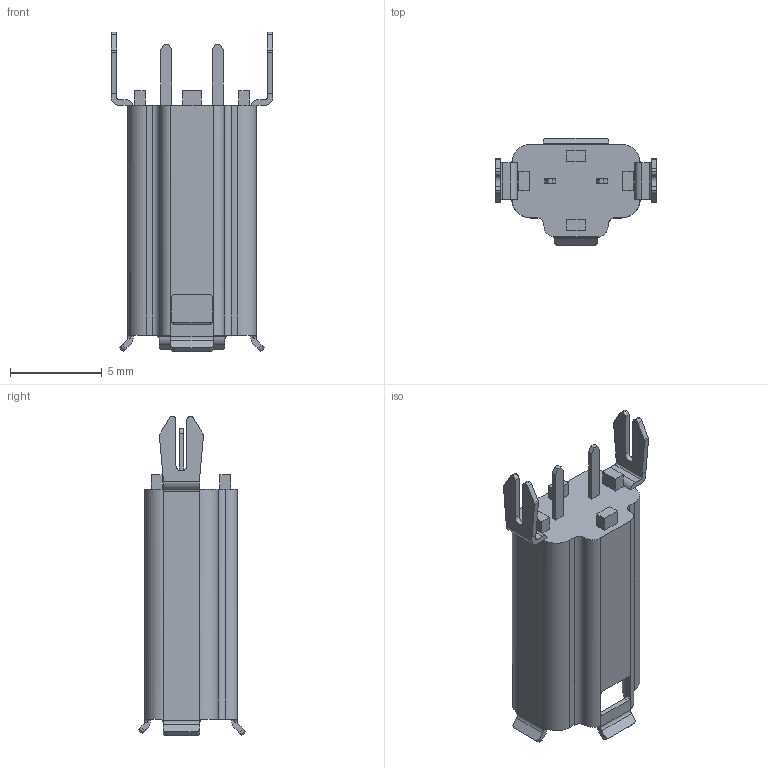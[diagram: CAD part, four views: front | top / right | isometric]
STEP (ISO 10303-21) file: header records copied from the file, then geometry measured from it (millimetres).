
FILE_DESCRIPTION (( 'STEP AP214' ), '1' );
FILE_NAME ('MSPE-J2L0-E00.STEP', '2024-03-19T09:25:20', ( '' ), ( '' ), 'SwSTEP 2.0', 'SolidWorks 2021', '' );
FILE_SCHEMA (( 'AUTOMOTIVE_DESIGN' ));
Length unit declared in the file: millimetre
Products named in the file (1): MSPE-J2L0-E00
Bounding box: 8.8 x 5.88 x 17.43 mm (x, y, z)
Volume: 305.9 mm3; surface area: 638.8 mm2
Topology: 1 solids, 1 shells, 413 faces, 1080 edges, 689 vertices
Faces by surface type: plane 222, cylinder 108, bspline 51, cone 26, torus 6
Entity records: 13904 total; most frequent: CARTESIAN_POINT 4073, ORIENTED_EDGE 2160, DIRECTION 1857, EDGE_CURVE 1080, VECTOR 709, LINE 709, VERTEX_POINT 689, AXIS2_PLACEMENT_3D 574
